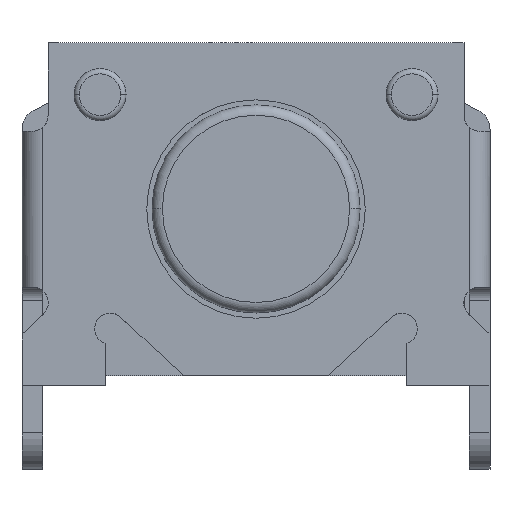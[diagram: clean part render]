
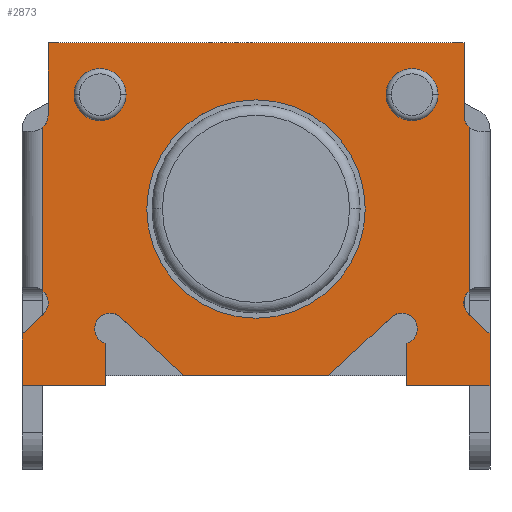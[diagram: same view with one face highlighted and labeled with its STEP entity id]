
A CAD part, top view. The second image highlights one B-rep face of the part: STEP entity #2873.
In plain terms, the highlighted planar face has unit normal (0, 0, 1).
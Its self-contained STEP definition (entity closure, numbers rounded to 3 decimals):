
#72=CARTESIAN_POINT('',(-1.5,1.1,0.));
#73=DIRECTION('',(0.,0.,1.));
#74=DIRECTION('',(1.,0.,0.));
#75=AXIS2_PLACEMENT_3D('',#72,#73,#74);
#77=CARTESIAN_POINT('',(-1.5,1.1,0.));
#78=DIRECTION('',(0.,0.,1.));
#79=DIRECTION('',(-1.,0.,0.));
#80=AXIS2_PLACEMENT_3D('',#77,#78,#79);
#82=CARTESIAN_POINT('',(1.5,1.1,0.));
#83=DIRECTION('',(0.,0.,1.));
#84=DIRECTION('',(1.,0.,0.));
#85=AXIS2_PLACEMENT_3D('',#82,#83,#84);
#87=CARTESIAN_POINT('',(1.5,1.1,0.));
#88=DIRECTION('',(0.,0.,1.));
#89=DIRECTION('',(-1.,0.,0.));
#90=AXIS2_PLACEMENT_3D('',#87,#88,#89);
#92=CARTESIAN_POINT('',(0.,0.,0.));
#93=DIRECTION('',(0.,0.,1.));
#94=DIRECTION('',(1.,0.,0.));
#95=AXIS2_PLACEMENT_3D('',#92,#93,#94);
#97=CARTESIAN_POINT('',(0.,0.,0.));
#98=DIRECTION('',(0.,0.,1.));
#99=DIRECTION('',(-1.,0.,0.));
#100=AXIS2_PLACEMENT_3D('',#97,#98,#99);
#102=DIRECTION('',(0.,1.,0.));
#103=VECTOR('',#102,1.575);
#104=CARTESIAN_POINT('',(2.05,-0.787,0.));
#105=LINE('',#104,#103);
#106=CARTESIAN_POINT('',(2.148,-0.901,0.));
#107=DIRECTION('',(0.,0.,-1.));
#108=DIRECTION('',(-0.682,-0.731,0.));
#109=AXIS2_PLACEMENT_3D('',#106,#107,#108);
#111=DIRECTION('',(-0.731,0.682,0.));
#112=VECTOR('',#111,0.279);
#113=CARTESIAN_POINT('',(2.25,-1.201,0.));
#114=LINE('',#113,#112);
#115=DIRECTION('',(0.,1.,0.));
#116=VECTOR('',#115,0.5);
#117=CARTESIAN_POINT('',(2.25,-1.701,0.));
#118=LINE('',#117,#116);
#119=DIRECTION('',(1.,0.,0.));
#120=VECTOR('',#119,0.8);
#121=CARTESIAN_POINT('',(1.45,-1.701,0.));
#122=LINE('',#121,#120);
#123=DIRECTION('',(0.,-1.,0.));
#124=VECTOR('',#123,0.408);
#125=CARTESIAN_POINT('',(1.45,-1.292,0.));
#126=LINE('',#125,#124);
#127=CARTESIAN_POINT('',(1.401,-1.151,0.));
#128=DIRECTION('',(0.,0.,-1.));
#129=DIRECTION('',(-0.682,0.731,0.));
#130=AXIS2_PLACEMENT_3D('',#127,#128,#129);
#132=DIRECTION('',(0.731,0.682,0.));
#133=VECTOR('',#132,0.819);
#134=CARTESIAN_POINT('',(0.7,-1.6,0.));
#135=LINE('',#134,#133);
#136=DIRECTION('',(1.,0.,0.));
#137=VECTOR('',#136,1.4);
#138=CARTESIAN_POINT('',(-0.7,-1.6,0.));
#139=LINE('',#138,#137);
#140=DIRECTION('',(0.731,-0.682,0.));
#141=VECTOR('',#140,0.819);
#142=CARTESIAN_POINT('',(-1.299,-1.041,0.));
#143=LINE('',#142,#141);
#144=CARTESIAN_POINT('',(-1.401,-1.151,0.));
#145=DIRECTION('',(0.,0.,-1.));
#146=DIRECTION('',(-0.324,-0.946,0.));
#147=AXIS2_PLACEMENT_3D('',#144,#145,#146);
#149=DIRECTION('',(0.,-1.,0.));
#150=VECTOR('',#149,0.408);
#151=CARTESIAN_POINT('',(-1.45,-1.292,0.));
#152=LINE('',#151,#150);
#153=DIRECTION('',(-1.,0.,0.));
#154=VECTOR('',#153,0.8);
#155=CARTESIAN_POINT('',(-1.45,-1.701,0.));
#156=LINE('',#155,#154);
#157=DIRECTION('',(0.,-1.,0.));
#158=VECTOR('',#157,0.5);
#159=CARTESIAN_POINT('',(-2.25,-1.201,0.));
#160=LINE('',#159,#158);
#161=DIRECTION('',(-0.731,-0.682,0.));
#162=VECTOR('',#161,0.279);
#163=CARTESIAN_POINT('',(-2.046,-1.01,0.));
#164=LINE('',#163,#162);
#165=CARTESIAN_POINT('',(-2.148,-0.901,0.));
#166=DIRECTION('',(0.,0.,-1.));
#167=DIRECTION('',(0.655,0.756,0.));
#168=AXIS2_PLACEMENT_3D('',#165,#166,#167);
#170=DIRECTION('',(0.,-1.,0.));
#171=VECTOR('',#170,1.575);
#172=CARTESIAN_POINT('',(-2.05,0.788,0.));
#173=LINE('',#172,#171);
#174=CARTESIAN_POINT('',(-2.15,0.9,0.));
#175=DIRECTION('',(0.,0.,-1.));
#176=DIRECTION('',(1.,0.,0.));
#177=AXIS2_PLACEMENT_3D('',#174,#175,#176);
#179=DIRECTION('',(0.,1.,0.));
#180=VECTOR('',#179,0.7);
#181=CARTESIAN_POINT('',(-2.,0.9,0.));
#182=LINE('',#181,#180);
#183=DIRECTION('',(1.,0.,0.));
#184=VECTOR('',#183,4.);
#185=CARTESIAN_POINT('',(-2.,1.6,0.));
#186=LINE('',#185,#184);
#187=DIRECTION('',(0.,1.,0.));
#188=VECTOR('',#187,0.7);
#189=CARTESIAN_POINT('',(2.,0.9,0.));
#190=LINE('',#189,#188);
#191=CARTESIAN_POINT('',(2.15,0.9,0.));
#192=DIRECTION('',(0.,0.,-1.));
#193=DIRECTION('',(-0.667,-0.745,0.));
#194=AXIS2_PLACEMENT_3D('',#191,#192,#193);
#338=CARTESIAN_POINT('',(2.05,0.788,0.));
#535=CARTESIAN_POINT('',(-2.05,-0.787,0.));
#1518=CARTESIAN_POINT('',(2.05,-0.787,0.));
#2168=CARTESIAN_POINT('',(-2.05,0.788,0.));
#2174=CARTESIAN_POINT('',(-2.,1.6,0.));
#2175=CARTESIAN_POINT('',(2.,1.6,0.));
#2176=VERTEX_POINT('',#2174);
#2177=VERTEX_POINT('',#2175);
#2178=CARTESIAN_POINT('',(-2.,0.9,0.));
#2179=VERTEX_POINT('',#2178);
#2180=CARTESIAN_POINT('',(-1.45,-1.701,0.));
#2181=CARTESIAN_POINT('',(-2.25,-1.701,0.));
#2182=VERTEX_POINT('',#2180);
#2183=VERTEX_POINT('',#2181);
#2184=CARTESIAN_POINT('',(-1.45,-1.292,0.));
#2185=VERTEX_POINT('',#2184);
#2194=CARTESIAN_POINT('',(-2.046,-1.01,0.));
#2195=CARTESIAN_POINT('',(-2.25,-1.201,0.));
#2196=VERTEX_POINT('',#2194);
#2197=VERTEX_POINT('',#2195);
#2198=CARTESIAN_POINT('',(-1.299,-1.041,0.));
#2199=VERTEX_POINT('',#2198);
#2200=CARTESIAN_POINT('',(-0.7,-1.6,0.));
#2201=VERTEX_POINT('',#2200);
#2202=CARTESIAN_POINT('',(0.7,-1.6,0.));
#2203=VERTEX_POINT('',#2202);
#2204=CARTESIAN_POINT('',(1.299,-1.041,0.));
#2205=VERTEX_POINT('',#2204);
#2206=CARTESIAN_POINT('',(1.45,-1.292,0.));
#2207=VERTEX_POINT('',#2206);
#2208=CARTESIAN_POINT('',(1.45,-1.701,0.));
#2209=VERTEX_POINT('',#2208);
#2210=CARTESIAN_POINT('',(2.25,-1.701,0.));
#2211=VERTEX_POINT('',#2210);
#2212=CARTESIAN_POINT('',(2.25,-1.201,0.));
#2213=VERTEX_POINT('',#2212);
#2214=CARTESIAN_POINT('',(2.046,-1.01,0.));
#2215=VERTEX_POINT('',#2214);
#2216=CARTESIAN_POINT('',(2.,0.9,0.));
#2217=VERTEX_POINT('',#2216);
#2536=CARTESIAN_POINT('',(-1.25,1.1,0.));
#2537=CARTESIAN_POINT('',(-1.75,1.1,0.));
#2538=VERTEX_POINT('',#2536);
#2539=VERTEX_POINT('',#2537);
#2540=CARTESIAN_POINT('',(1.75,1.1,0.));
#2541=CARTESIAN_POINT('',(1.25,1.1,0.));
#2542=VERTEX_POINT('',#2540);
#2543=VERTEX_POINT('',#2541);
#2552=CARTESIAN_POINT('',(1.05,0.,0.));
#2553=CARTESIAN_POINT('',(-1.05,0.,0.));
#2554=VERTEX_POINT('',#2552);
#2555=VERTEX_POINT('',#2553);
#2684=VERTEX_POINT('',#338);
#2692=VERTEX_POINT('',#1518);
#2693=VERTEX_POINT('',#535);
#2701=VERTEX_POINT('',#2168);
#2804=CARTESIAN_POINT('',(0.,0.,0.));
#2805=DIRECTION('',(0.,0.,1.));
#2806=DIRECTION('',(1.,0.,0.));
#2807=AXIS2_PLACEMENT_3D('',#2804,#2805,#2806);
#2808=PLANE('',#2807);
#2810=ORIENTED_EDGE('',*,*,#2809,.F.);
#2812=ORIENTED_EDGE('',*,*,#2811,.F.);
#2814=ORIENTED_EDGE('',*,*,#2813,.F.);
#2816=ORIENTED_EDGE('',*,*,#2815,.F.);
#2818=ORIENTED_EDGE('',*,*,#2817,.F.);
#2820=ORIENTED_EDGE('',*,*,#2819,.F.);
#2822=ORIENTED_EDGE('',*,*,#2821,.F.);
#2824=ORIENTED_EDGE('',*,*,#2823,.F.);
#2826=ORIENTED_EDGE('',*,*,#2825,.F.);
#2828=ORIENTED_EDGE('',*,*,#2827,.F.);
#2830=ORIENTED_EDGE('',*,*,#2829,.F.);
#2832=ORIENTED_EDGE('',*,*,#2831,.T.);
#2834=ORIENTED_EDGE('',*,*,#2833,.T.);
#2836=ORIENTED_EDGE('',*,*,#2835,.F.);
#2838=ORIENTED_EDGE('',*,*,#2837,.F.);
#2840=ORIENTED_EDGE('',*,*,#2839,.F.);
#2842=ORIENTED_EDGE('',*,*,#2841,.F.);
#2844=ORIENTED_EDGE('',*,*,#2843,.F.);
#2846=ORIENTED_EDGE('',*,*,#2845,.T.);
#2848=ORIENTED_EDGE('',*,*,#2847,.T.);
#2850=ORIENTED_EDGE('',*,*,#2849,.F.);
#2852=ORIENTED_EDGE('',*,*,#2851,.F.);
#2853=EDGE_LOOP('',(#2810,#2812,#2814,#2816,#2818,#2820,#2822,#2824,#2826,#2828,
#2830,#2832,#2834,#2836,#2838,#2840,#2842,#2844,#2846,#2848,#2850,#2852));
#2854=FACE_OUTER_BOUND('',#2853,.F.);
#2856=ORIENTED_EDGE('',*,*,#2855,.T.);
#2858=ORIENTED_EDGE('',*,*,#2857,.T.);
#2859=EDGE_LOOP('',(#2856,#2858));
#2860=FACE_BOUND('',#2859,.F.);
#2862=ORIENTED_EDGE('',*,*,#2861,.T.);
#2864=ORIENTED_EDGE('',*,*,#2863,.T.);
#2865=EDGE_LOOP('',(#2862,#2864));
#2866=FACE_BOUND('',#2865,.F.);
#2868=ORIENTED_EDGE('',*,*,#2867,.T.);
#2870=ORIENTED_EDGE('',*,*,#2869,.T.);
#2871=EDGE_LOOP('',(#2868,#2870));
#2872=FACE_BOUND('',#2871,.F.);
#2873=ADVANCED_FACE('',(#2854,#2860,#2866,#2872),#2808,.T.);
#76=CIRCLE('',#75,0.25);
#81=CIRCLE('',#80,0.25);
#86=CIRCLE('',#85,0.25);
#91=CIRCLE('',#90,0.25);
#96=CIRCLE('',#95,1.05);
#101=CIRCLE('',#100,1.05);
#110=CIRCLE('',#109,0.15);
#131=CIRCLE('',#130,0.15);
#148=CIRCLE('',#147,0.15);
#169=CIRCLE('',#168,0.15);
#178=CIRCLE('',#177,0.15);
#195=CIRCLE('',#194,0.15);
#2809=EDGE_CURVE('',#2692,#2684,#105,.T.);
#2811=EDGE_CURVE('',#2215,#2692,#110,.T.);
#2813=EDGE_CURVE('',#2213,#2215,#114,.T.);
#2815=EDGE_CURVE('',#2211,#2213,#118,.T.);
#2817=EDGE_CURVE('',#2209,#2211,#122,.T.);
#2819=EDGE_CURVE('',#2207,#2209,#126,.T.);
#2821=EDGE_CURVE('',#2205,#2207,#131,.T.);
#2823=EDGE_CURVE('',#2203,#2205,#135,.T.);
#2825=EDGE_CURVE('',#2201,#2203,#139,.T.);
#2827=EDGE_CURVE('',#2199,#2201,#143,.T.);
#2829=EDGE_CURVE('',#2185,#2199,#148,.T.);
#2831=EDGE_CURVE('',#2185,#2182,#152,.T.);
#2833=EDGE_CURVE('',#2182,#2183,#156,.T.);
#2835=EDGE_CURVE('',#2197,#2183,#160,.T.);
#2837=EDGE_CURVE('',#2196,#2197,#164,.T.);
#2839=EDGE_CURVE('',#2693,#2196,#169,.T.);
#2841=EDGE_CURVE('',#2701,#2693,#173,.T.);
#2843=EDGE_CURVE('',#2179,#2701,#178,.T.);
#2845=EDGE_CURVE('',#2179,#2176,#182,.T.);
#2847=EDGE_CURVE('',#2176,#2177,#186,.T.);
#2849=EDGE_CURVE('',#2217,#2177,#190,.T.);
#2851=EDGE_CURVE('',#2684,#2217,#195,.T.);
#2855=EDGE_CURVE('',#2538,#2539,#76,.T.);
#2857=EDGE_CURVE('',#2539,#2538,#81,.T.);
#2861=EDGE_CURVE('',#2542,#2543,#86,.T.);
#2863=EDGE_CURVE('',#2543,#2542,#91,.T.);
#2867=EDGE_CURVE('',#2554,#2555,#96,.T.);
#2869=EDGE_CURVE('',#2555,#2554,#101,.T.);
